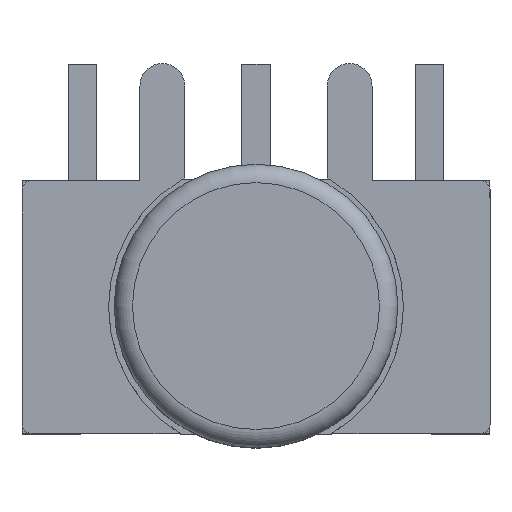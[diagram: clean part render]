
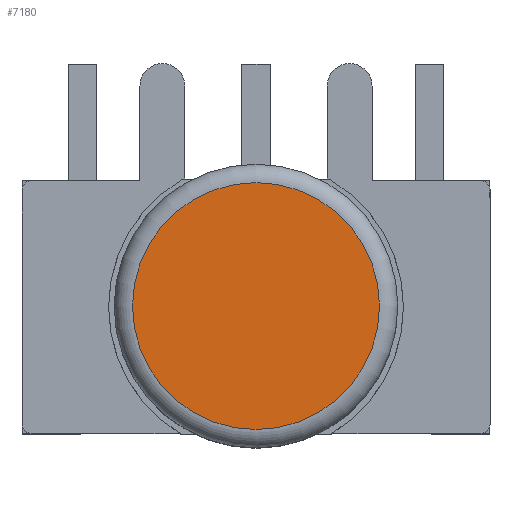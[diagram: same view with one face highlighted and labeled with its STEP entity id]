
A CAD part, top view. The second image highlights one B-rep face of the part: STEP entity #7180.
In plain terms, the highlighted planar face has unit normal (0, 0, 1).
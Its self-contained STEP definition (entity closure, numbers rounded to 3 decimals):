
#484=PLANE('',#7743);
#882=FACE_OUTER_BOUND('',#1293,.T.);
#1293=EDGE_LOOP('',(#6667));
#2912=CIRCLE('',#7740,3.35);
#3577=VERTEX_POINT('',#12555);
#4614=EDGE_CURVE('',#3577,#3577,#2912,.T.);
#6667=ORIENTED_EDGE('',*,*,#4614,.F.);
#7180=ADVANCED_FACE('',(#882),#484,.F.);
#7740=AXIS2_PLACEMENT_3D('',#12557,#9529,#9530);
#7743=AXIS2_PLACEMENT_3D('',#12562,#9536,#9537);
#9529=DIRECTION('center_axis',(0.,0.,
-1.));
#9530=DIRECTION('ref_axis',(-1.,0.,0.));
#9536=DIRECTION('center_axis',(0.,0.,
-1.));
#9537=DIRECTION('ref_axis',(-1.,0.,0.));
#12555=CARTESIAN_POINT('',(3.35,0.,27.66));
#12557=CARTESIAN_POINT('Origin',(0.,0.,
27.66));
#12562=CARTESIAN_POINT('Origin',(0.,0.,
27.66));
